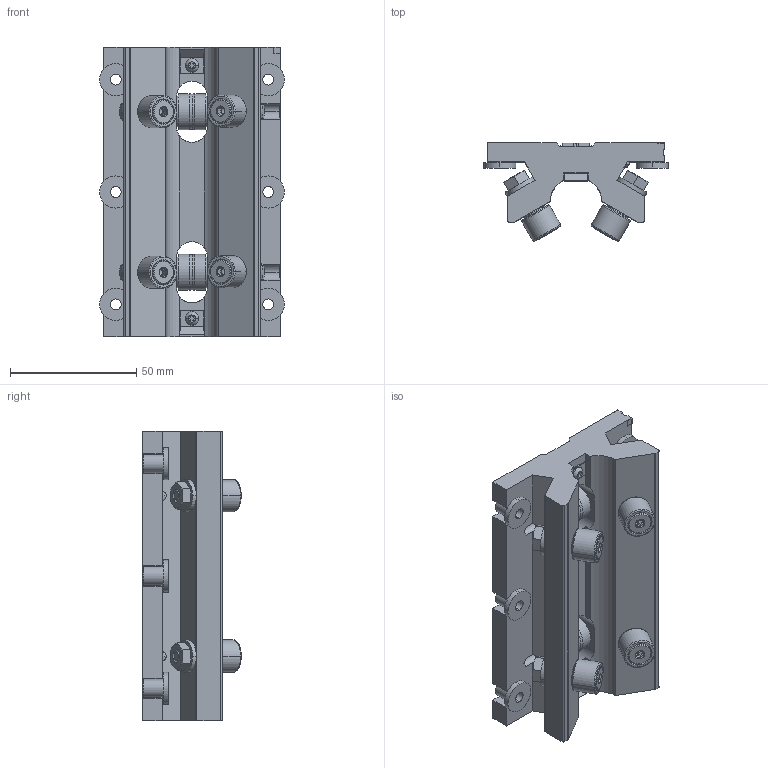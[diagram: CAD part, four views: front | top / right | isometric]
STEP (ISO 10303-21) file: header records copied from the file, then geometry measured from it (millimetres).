
FILE_DESCRIPTION (( 'STEP AP214' ), '1' );
FILE_NAME ('RollerBearing_CA3BD53885.step', '2023-01-09T17:36:09', ( '' ), ( '' ), 'SwSTEP 2.0', 'SolidWorks 2019', '' );
FILE_SCHEMA (( 'AUTOMOTIVE_DESIGN' ));
Length unit declared in the file: inch
Products named in the file (3): h3b0wUXGns_CADModel_0; RollerBearing_CA3BD53885
Assembly tree (1 placements, depth 2):
  h3b0wUXGns_CADModel_0
  RollerBearing_CA3BD53885
    h3b0wUXGns_CADModel_0
Bounding box: 73.03 x 38.9 x 114.3 mm (x, y, z)
Volume: 133031.3 mm3; surface area: 47097.5 mm2
Topology: 29 solids, 29 shells, 732 faces, 1774 edges, 1124 vertices
Faces by surface type: plane 330, cylinder 234, cone 132, bspline 16, sphere 12, torus 8
Entity records: 32535 total; most frequent: CARTESIAN_POINT 5195, DIRECTION 3760, ORIENTED_EDGE 3508, EDGE_CURVE 1754, AXIS2_PLACEMENT_3D 1433, VERTEX_POINT 1124, VECTOR 894, LINE 894
